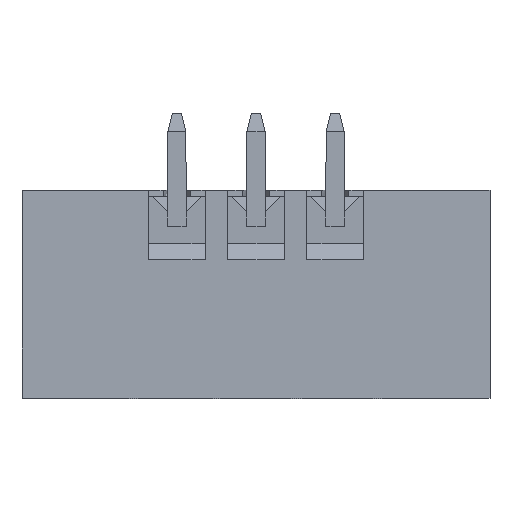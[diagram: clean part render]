
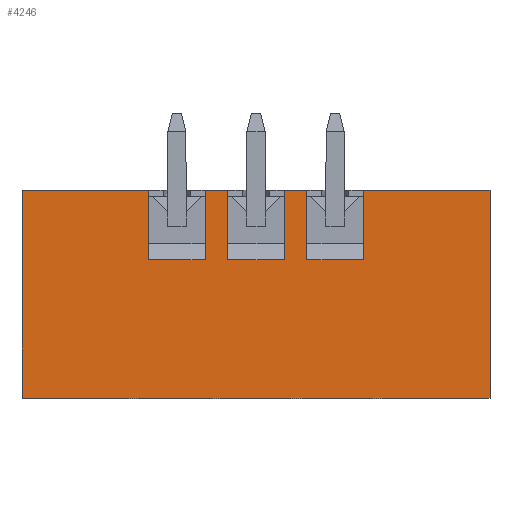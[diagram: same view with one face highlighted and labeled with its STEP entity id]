
A CAD part, top view. The second image highlights one B-rep face of the part: STEP entity #4246.
In plain terms, the highlighted planar face has unit normal (0, 0, 1).
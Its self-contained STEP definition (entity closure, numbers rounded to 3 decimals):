
#998=CARTESIAN_POINT('',(7.9,6.128,7.));
#999=VERTEX_POINT('',#998);
#1006=CARTESIAN_POINT('',(10.4,6.128,7.));
#1007=VERTEX_POINT('',#1006);
#1008=CARTESIAN_POINT('',(10.4,6.128,7.));
#1009=DIRECTION('',(-1.,0.,0.));
#1010=VECTOR('',#1009,2.5);
#1011=LINE('',#1008,#1010);
#1012=EDGE_CURVE('',#1007,#999,#1011,.T.);
#1628=CARTESIAN_POINT('',(10.4,9.2,7.));
#1629=VERTEX_POINT('',#1628);
#1654=CARTESIAN_POINT('',(10.4,9.2,7.));
#1655=DIRECTION('',(0.,-1.,0.));
#1656=VECTOR('',#1655,3.072);
#1657=LINE('',#1654,#1656);
#1658=EDGE_CURVE('',#1629,#1007,#1657,.T.);
#1684=CARTESIAN_POINT('',(7.9,9.2,7.));
#1685=VERTEX_POINT('',#1684);
#1692=CARTESIAN_POINT('',(7.9,6.128,7.));
#1693=DIRECTION('',(0.,1.,0.));
#1694=VECTOR('',#1693,3.072);
#1695=LINE('',#1692,#1694);
#1696=EDGE_CURVE('',#999,#1685,#1695,.T.);
#2328=CARTESIAN_POINT('',(2.3,0.,7.));
#2329=VERTEX_POINT('',#2328);
#2336=CARTESIAN_POINT('',(2.3,9.2,7.));
#2337=VERTEX_POINT('',#2336);
#2338=CARTESIAN_POINT('',(2.3,9.2,7.));
#2339=DIRECTION('',(0.,-1.,0.));
#2340=VECTOR('',#2339,9.2);
#2341=LINE('',#2338,#2340);
#2342=EDGE_CURVE('',#2337,#2329,#2341,.T.);
#3651=CARTESIAN_POINT('',(11.4,9.2,7.));
#3652=VERTEX_POINT('',#3651);
#3653=CARTESIAN_POINT('',(11.4,6.128,7.));
#3654=VERTEX_POINT('',#3653);
#3655=CARTESIAN_POINT('',(11.4,9.2,7.));
#3656=DIRECTION('',(0.,-1.,0.));
#3657=VECTOR('',#3656,3.072);
#3658=LINE('',#3655,#3657);
#3659=EDGE_CURVE('',#3652,#3654,#3658,.T.);
#3723=CARTESIAN_POINT('',(23.,0.,7.));
#3724=VERTEX_POINT('',#3723);
#3731=CARTESIAN_POINT('',(2.3,0.,7.));
#3732=DIRECTION('',(1.,0.,0.));
#3733=VECTOR('',#3732,20.7);
#3734=LINE('',#3731,#3733);
#3735=EDGE_CURVE('',#2329,#3724,#3734,.T.);
#4147=CARTESIAN_POINT('',(23.,9.2,7.));
#4148=VERTEX_POINT('',#4147);
#4149=CARTESIAN_POINT('',(23.,0.,7.));
#4150=DIRECTION('',(0.,1.,0.));
#4151=VECTOR('',#4150,9.2);
#4152=LINE('',#4149,#4151);
#4153=EDGE_CURVE('',#3724,#4148,#4152,.T.);
#4166=CARTESIAN_POINT('',(12.65,4.6,7.));
#4167=DIRECTION('',(1.,0.,0.));
#4168=DIRECTION('',(0.,0.,1.));
#4169=AXIS2_PLACEMENT_3D('',#4166,#4168,#4167);
#4170=PLANE('',#4169);
#4171=CARTESIAN_POINT('',(13.9,6.128,7.));
#4172=VERTEX_POINT('',#4171);
#4173=CARTESIAN_POINT('',(13.9,6.128,7.));
#4174=DIRECTION('',(-1.,0.,0.));
#4175=VECTOR('',#4174,2.5);
#4176=LINE('',#4173,#4175);
#4177=EDGE_CURVE('',#4172,#3654,#4176,.T.);
#4178=ORIENTED_EDGE('',*,*,#4177,.T.);
#4179=ORIENTED_EDGE('',*,*,#3659,.F.);
#4180=CARTESIAN_POINT('',(11.4,9.2,7.));
#4181=DIRECTION('',(-1.,0.,0.));
#4182=VECTOR('',#4181,1.);
#4183=LINE('',#4180,#4182);
#4184=EDGE_CURVE('',#3652,#1629,#4183,.T.);
#4185=ORIENTED_EDGE('',*,*,#4184,.T.);
#4186=ORIENTED_EDGE('',*,*,#1658,.T.);
#4187=ORIENTED_EDGE('',*,*,#1012,.T.);
#4188=ORIENTED_EDGE('',*,*,#1696,.T.);
#4189=CARTESIAN_POINT('',(7.9,9.2,7.));
#4190=DIRECTION('',(-1.,0.,0.));
#4191=VECTOR('',#4190,5.6);
#4192=LINE('',#4189,#4191);
#4193=EDGE_CURVE('',#1685,#2337,#4192,.T.);
#4194=ORIENTED_EDGE('',*,*,#4193,.T.);
#4195=ORIENTED_EDGE('',*,*,#2342,.T.);
#4196=ORIENTED_EDGE('',*,*,#3735,.T.);
#4197=ORIENTED_EDGE('',*,*,#4153,.T.);
#4198=CARTESIAN_POINT('',(17.4,9.2,7.));
#4199=VERTEX_POINT('',#4198);
#4200=CARTESIAN_POINT('',(23.,9.2,7.));
#4201=DIRECTION('',(-1.,0.,0.));
#4202=VECTOR('',#4201,5.6);
#4203=LINE('',#4200,#4202);
#4204=EDGE_CURVE('',#4148,#4199,#4203,.T.);
#4205=ORIENTED_EDGE('',*,*,#4204,.T.);
#4206=CARTESIAN_POINT('',(17.4,6.128,7.));
#4207=VERTEX_POINT('',#4206);
#4208=CARTESIAN_POINT('',(17.4,9.2,7.));
#4209=DIRECTION('',(0.,-1.,0.));
#4210=VECTOR('',#4209,3.072);
#4211=LINE('',#4208,#4210);
#4212=EDGE_CURVE('',#4199,#4207,#4211,.T.);
#4213=ORIENTED_EDGE('',*,*,#4212,.T.);
#4214=CARTESIAN_POINT('',(14.9,6.128,7.));
#4215=VERTEX_POINT('',#4214);
#4216=CARTESIAN_POINT('',(17.4,6.128,7.));
#4217=DIRECTION('',(-1.,0.,0.));
#4218=VECTOR('',#4217,2.5);
#4219=LINE('',#4216,#4218);
#4220=EDGE_CURVE('',#4207,#4215,#4219,.T.);
#4221=ORIENTED_EDGE('',*,*,#4220,.T.);
#4222=CARTESIAN_POINT('',(14.9,9.2,7.));
#4223=VERTEX_POINT('',#4222);
#4224=CARTESIAN_POINT('',(14.9,6.128,7.));
#4225=DIRECTION('',(0.,1.,0.));
#4226=VECTOR('',#4225,3.072);
#4227=LINE('',#4224,#4226);
#4228=EDGE_CURVE('',#4215,#4223,#4227,.T.);
#4229=ORIENTED_EDGE('',*,*,#4228,.T.);
#4230=CARTESIAN_POINT('',(13.9,9.2,7.));
#4231=VERTEX_POINT('',#4230);
#4232=CARTESIAN_POINT('',(14.9,9.2,7.));
#4233=DIRECTION('',(-1.,0.,0.));
#4234=VECTOR('',#4233,1.);
#4235=LINE('',#4232,#4234);
#4236=EDGE_CURVE('',#4223,#4231,#4235,.T.);
#4237=ORIENTED_EDGE('',*,*,#4236,.T.);
#4238=CARTESIAN_POINT('',(13.9,9.2,7.));
#4239=DIRECTION('',(0.,-1.,0.));
#4240=VECTOR('',#4239,3.072);
#4241=LINE('',#4238,#4240);
#4242=EDGE_CURVE('',#4231,#4172,#4241,.T.);
#4243=ORIENTED_EDGE('',*,*,#4242,.T.);
#4244=EDGE_LOOP('',(#4178,#4179,#4185,#4186,#4187,#4188,#4194,#4195,#4196,#4197,#4205,#4213,#4221,#4229,#4237,#4243));
#4245=FACE_OUTER_BOUND('',#4244,.T.);
#4246=ADVANCED_FACE('',(#4245),#4170,.T.);
